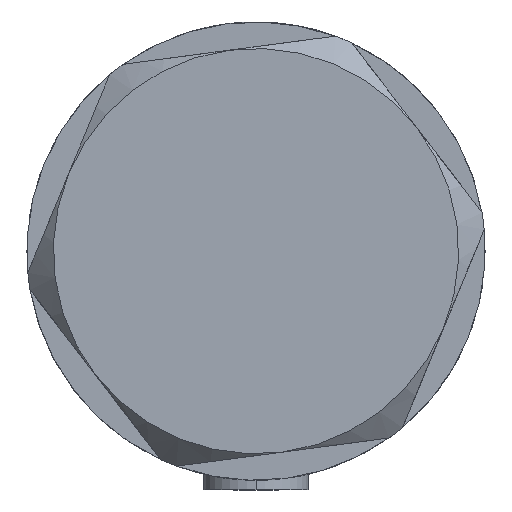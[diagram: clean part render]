
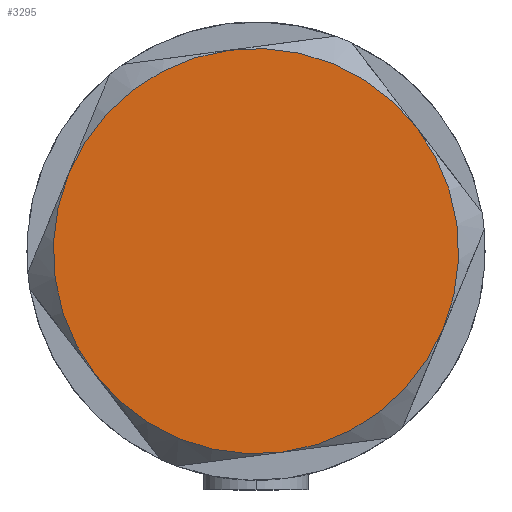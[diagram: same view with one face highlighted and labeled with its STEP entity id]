
A CAD part, left-side view. The second image highlights one B-rep face of the part: STEP entity #3295.
In plain terms, the highlighted face is planar.
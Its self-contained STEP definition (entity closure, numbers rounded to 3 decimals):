
#302 = AXIS2_PLACEMENT_3D ( 'NONE', #2032, #1186, #787 ) ;
#671 = EDGE_CURVE ( 'NONE', #2434, #4413, #3245, .T. ) ;
#746 = DIRECTION ( 'NONE',  ( 0., 0., 1. ) ) ;
#787 = DIRECTION ( 'NONE',  ( 1., 0., 0. ) ) ;
#857 = EDGE_LOOP ( 'NONE', ( #5095, #1536, #963, #1562, #2207, #4732 ) ) ;
#872 = EDGE_CURVE ( 'NONE', #3632, #1842, #4990, .T. ) ;
#963 = ORIENTED_EDGE ( 'NONE', *, *, #4532, .T. ) ;
#1186 = DIRECTION ( 'NONE',  ( 0., 0., 1. ) ) ;
#1237 = CIRCLE ( 'NONE', #3923, 23. ) ;
#1536 = ORIENTED_EDGE ( 'NONE', *, *, #2498, .T. ) ;
#1562 = ORIENTED_EDGE ( 'NONE', *, *, #872, .T. ) ;
#1591 = AXIS2_PLACEMENT_3D ( 'NONE', #2655, #3025, #2210 ) ;
#1834 = CARTESIAN_POINT ( 'NONE',  ( 23., 0., 9. ) ) ;
#1842 = VERTEX_POINT ( 'NONE', #2123 ) ;
#1843 = DIRECTION ( 'NONE',  ( 1., 0., 0. ) ) ;
#1964 = CARTESIAN_POINT ( 'NONE',  ( 0., 0., 9. ) ) ;
#2032 = CARTESIAN_POINT ( 'NONE',  ( 0., 0., 9. ) ) ;
#2123 = CARTESIAN_POINT ( 'NONE',  ( -23., 0., 9. ) ) ;
#2206 = DIRECTION ( 'NONE',  ( 1., 0., 0. ) ) ;
#2207 = ORIENTED_EDGE ( 'NONE', *, *, #3965, .T. ) ;
#2210 = DIRECTION ( 'NONE',  ( 1., 0., 0. ) ) ;
#2313 = DIRECTION ( 'NONE',  ( 0., 0., 1. ) ) ;
#2404 = DIRECTION ( 'NONE',  ( 0., 0., 1. ) ) ;
#2434 = VERTEX_POINT ( 'NONE', #4938 ) ;
#2498 = EDGE_CURVE ( 'NONE', #4413, #4904, #4409, .T. ) ;
#2529 = CARTESIAN_POINT ( 'NONE',  ( 11.5, 19.919, 9. ) ) ;
#2655 = CARTESIAN_POINT ( 'NONE',  ( 0., 0., 9. ) ) ;
#2981 = AXIS2_PLACEMENT_3D ( 'NONE', #5015, #3637, #4037 ) ;
#3025 = DIRECTION ( 'NONE',  ( 0., 0., 1. ) ) ;
#3045 = CARTESIAN_POINT ( 'NONE',  ( 0., 0., 9. ) ) ;
#3245 = CIRCLE ( 'NONE', #2981, 23. ) ;
#3295 = ADVANCED_FACE ( 'NONE', ( #3870 ), #4637, .T. ) ;
#3422 = AXIS2_PLACEMENT_3D ( 'NONE', #3045, #4633, #2206 ) ;
#3472 = CARTESIAN_POINT ( 'NONE',  ( 0., 0., 9. ) ) ;
#3632 = VERTEX_POINT ( 'NONE', #3800 ) ;
#3637 = DIRECTION ( 'NONE',  ( 0., 0., 1. ) ) ;
#3653 = AXIS2_PLACEMENT_3D ( 'NONE', #3472, #2313, #1843 ) ;
#3787 = EDGE_CURVE ( 'NONE', #3970, #2434, #4003, .T. ) ;
#3800 = CARTESIAN_POINT ( 'NONE',  ( -11.5, 19.919, 9. ) ) ;
#3870 = FACE_OUTER_BOUND ( 'NONE', #857, .T. ) ;
#3923 = AXIS2_PLACEMENT_3D ( 'NONE', #1964, #746, #5163 ) ;
#3965 = EDGE_CURVE ( 'NONE', #1842, #3970, #4920, .T. ) ;
#3970 = VERTEX_POINT ( 'NONE', #5152 ) ;
#4003 = CIRCLE ( 'NONE', #4408, 23. ) ;
#4013 = DIRECTION ( 'NONE',  ( 1., 0., 0. ) ) ;
#4037 = DIRECTION ( 'NONE',  ( 1., 0., 0. ) ) ;
#4064 = CARTESIAN_POINT ( 'NONE',  ( 0., 0., 9. ) ) ;
#4408 = AXIS2_PLACEMENT_3D ( 'NONE', #4064, #2404, #4013 ) ;
#4409 = CIRCLE ( 'NONE', #3422, 23. ) ;
#4413 = VERTEX_POINT ( 'NONE', #1834 ) ;
#4532 = EDGE_CURVE ( 'NONE', #4904, #3632, #1237, .T. ) ;
#4633 = DIRECTION ( 'NONE',  ( 0., 0., 1. ) ) ;
#4637 = PLANE ( 'NONE',  #1591 ) ;
#4732 = ORIENTED_EDGE ( 'NONE', *, *, #3787, .T. ) ;
#4904 = VERTEX_POINT ( 'NONE', #2529 ) ;
#4920 = CIRCLE ( 'NONE', #302, 23. ) ;
#4938 = CARTESIAN_POINT ( 'NONE',  ( 11.5, -19.919, 9. ) ) ;
#4990 = CIRCLE ( 'NONE', #3653, 23. ) ;
#5015 = CARTESIAN_POINT ( 'NONE',  ( 0., 0., 9. ) ) ;
#5095 = ORIENTED_EDGE ( 'NONE', *, *, #671, .T. ) ;
#5152 = CARTESIAN_POINT ( 'NONE',  ( -11.5, -19.919, 9. ) ) ;
#5163 = DIRECTION ( 'NONE',  ( 1., 0., 0. ) ) ;
